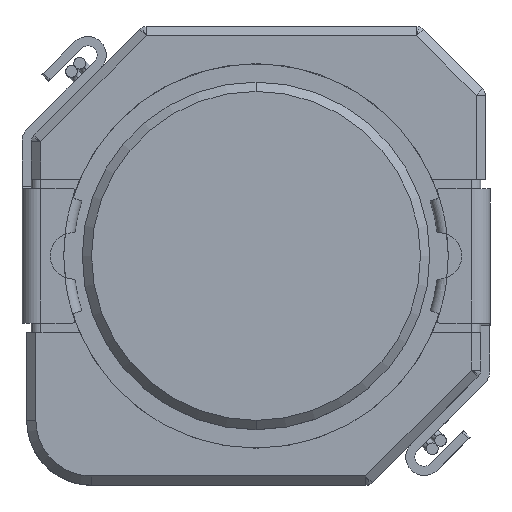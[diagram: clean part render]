
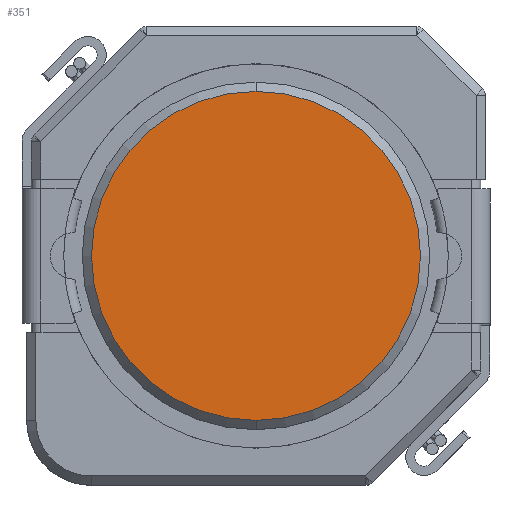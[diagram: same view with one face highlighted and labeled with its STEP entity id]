
A CAD part, top view. The second image highlights one B-rep face of the part: STEP entity #351.
In plain terms, the highlighted planar face has unit normal (0, 0, 1).
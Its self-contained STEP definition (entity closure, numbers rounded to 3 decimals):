
#351 = ADVANCED_FACE ( 'NONE', ( #7917 ), #566, .T. ) ;
#510 = ORIENTED_EDGE ( 'NONE', *, *, #6864, .T. ) ;
#566 = PLANE ( 'NONE',  #7125 ) ;
#582 = CIRCLE ( 'NONE', #6096, 3.55 ) ;
#1025 = DIRECTION ( 'NONE',  ( 0., 0., 1. ) ) ;
#1653 = CARTESIAN_POINT ( 'NONE',  ( 0., 0., 3.8 ) ) ;
#2317 = DIRECTION ( 'NONE',  ( 0., -1., 0. ) ) ;
#2532 = DIRECTION ( 'NONE',  ( 0., -1., 0. ) ) ;
#3010 = ORIENTED_EDGE ( 'NONE', *, *, #3173, .T. ) ;
#3173 = EDGE_CURVE ( 'NONE', #3771, #8039, #582, .T. ) ;
#3698 = CIRCLE ( 'NONE', #7455, 3.55 ) ;
#3771 = VERTEX_POINT ( 'NONE', #8045 ) ;
#4749 = EDGE_LOOP ( 'NONE', ( #510, #3010 ) ) ;
#5021 = CARTESIAN_POINT ( 'NONE',  ( 0., 0., 3.8 ) ) ;
#5218 = CARTESIAN_POINT ( 'NONE',  ( 0., 0., 3.8 ) ) ;
#5473 = CARTESIAN_POINT ( 'NONE',  ( 0., 3.55, 3.8 ) ) ;
#5686 = DIRECTION ( 'NONE',  ( 0., -1., 0. ) ) ;
#6096 = AXIS2_PLACEMENT_3D ( 'NONE', #5021, #1025, #5686 ) ;
#6302 = DIRECTION ( 'NONE',  ( 0., 0., 1. ) ) ;
#6864 = EDGE_CURVE ( 'NONE', #8039, #3771, #3698, .T. ) ;
#7125 = AXIS2_PLACEMENT_3D ( 'NONE', #5218, #7175, #2532 ) ;
#7175 = DIRECTION ( 'NONE',  ( 0., 0., 1. ) ) ;
#7455 = AXIS2_PLACEMENT_3D ( 'NONE', #1653, #6302, #2317 ) ;
#7917 = FACE_OUTER_BOUND ( 'NONE', #4749, .T. ) ;
#8039 = VERTEX_POINT ( 'NONE', #5473 ) ;
#8045 = CARTESIAN_POINT ( 'NONE',  ( 0., -3.55, 3.8 ) ) ;
